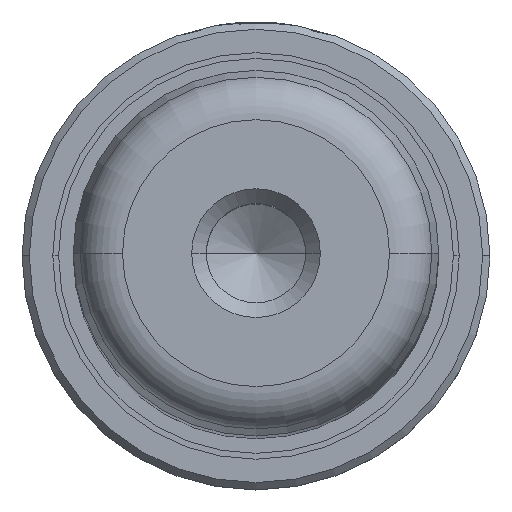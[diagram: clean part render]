
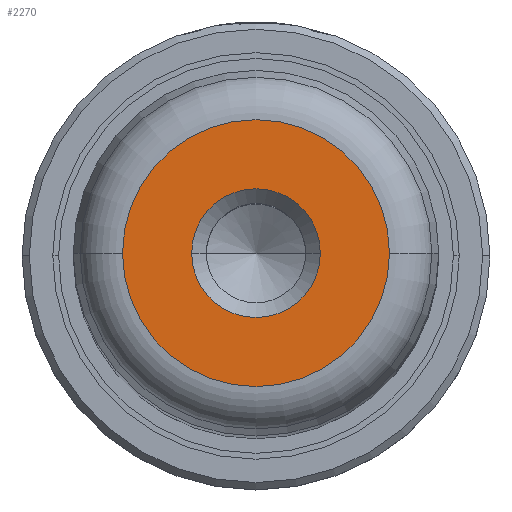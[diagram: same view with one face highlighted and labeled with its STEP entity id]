
A CAD part, top view. The second image highlights one B-rep face of the part: STEP entity #2270.
In plain terms, the highlighted planar face has unit normal (0, 0, 1).
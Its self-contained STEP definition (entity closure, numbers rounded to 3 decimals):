
#13 = EDGE_CURVE ( 'NONE', #429, #1188, #296, .T. ) ;
#51 = AXIS2_PLACEMENT_3D ( 'NONE', #239, #235, #231 ) ;
#231 = DIRECTION ( 'NONE',  ( 1., 0., 0. ) ) ;
#232 = VERTEX_POINT ( 'NONE', #2061 ) ;
#235 = DIRECTION ( 'NONE',  ( 0., 0., 1. ) ) ;
#239 = CARTESIAN_POINT ( 'NONE',  ( 0., 0., 200. ) ) ;
#257 = EDGE_LOOP ( 'NONE', ( #1654, #1663 ) ) ;
#296 = CIRCLE ( 'NONE', #2128, 9.126 ) ;
#429 = VERTEX_POINT ( 'NONE', #1935 ) ;
#447 = FACE_BOUND ( 'NONE', #1051, .T. ) ;
#516 = CARTESIAN_POINT ( 'NONE',  ( 9.126, 0., 200. ) ) ;
#543 = AXIS2_PLACEMENT_3D ( 'NONE', #1678, #1541, #1519 ) ;
#727 = CIRCLE ( 'NONE', #2077, 4.4 ) ;
#922 = CIRCLE ( 'NONE', #1386, 4.4 ) ;
#989 = DIRECTION ( 'NONE',  ( 1., 0., 0. ) ) ;
#1013 = VERTEX_POINT ( 'NONE', #2195 ) ;
#1034 = DIRECTION ( 'NONE',  ( 0., 0., -1. ) ) ;
#1051 = EDGE_LOOP ( 'NONE', ( #2216, #1336 ) ) ;
#1062 = CARTESIAN_POINT ( 'NONE',  ( 0., 0., 200. ) ) ;
#1106 = EDGE_CURVE ( 'NONE', #232, #1013, #922, .T. ) ;
#1188 = VERTEX_POINT ( 'NONE', #516 ) ;
#1336 = ORIENTED_EDGE ( 'NONE', *, *, #1508, .T. ) ;
#1386 = AXIS2_PLACEMENT_3D ( 'NONE', #1062, #1034, #989 ) ;
#1484 = DIRECTION ( 'NONE',  ( 1., 0., 0. ) ) ;
#1487 = DIRECTION ( 'NONE',  ( 0., 0., -1. ) ) ;
#1490 = CARTESIAN_POINT ( 'NONE',  ( 0., 0., 200. ) ) ;
#1508 = EDGE_CURVE ( 'NONE', #1013, #232, #727, .T. ) ;
#1519 = DIRECTION ( 'NONE',  ( 1., 0., 0. ) ) ;
#1541 = DIRECTION ( 'NONE',  ( 0., 0., 1. ) ) ;
#1581 = CIRCLE ( 'NONE', #51, 9.126 ) ;
#1617 = CARTESIAN_POINT ( 'NONE',  ( 0., 0., 200. ) ) ;
#1625 = PLANE ( 'NONE',  #543 ) ;
#1654 = ORIENTED_EDGE ( 'NONE', *, *, #2002, .T. ) ;
#1663 = ORIENTED_EDGE ( 'NONE', *, *, #13, .T. ) ;
#1678 = CARTESIAN_POINT ( 'NONE',  ( 0., 0., 200. ) ) ;
#1746 = DIRECTION ( 'NONE',  ( 0., 0., 1. ) ) ;
#1763 = DIRECTION ( 'NONE',  ( 1., 0., 0. ) ) ;
#1870 = FACE_OUTER_BOUND ( 'NONE', #257, .T. ) ;
#1935 = CARTESIAN_POINT ( 'NONE',  ( -9.126, 0., 200. ) ) ;
#2002 = EDGE_CURVE ( 'NONE', #1188, #429, #1581, .T. ) ;
#2061 = CARTESIAN_POINT ( 'NONE',  ( 4.4, 0., 200. ) ) ;
#2077 = AXIS2_PLACEMENT_3D ( 'NONE', #1490, #1487, #1484 ) ;
#2128 = AXIS2_PLACEMENT_3D ( 'NONE', #1617, #1746, #1763 ) ;
#2195 = CARTESIAN_POINT ( 'NONE',  ( -4.4, 0., 200. ) ) ;
#2216 = ORIENTED_EDGE ( 'NONE', *, *, #1106, .T. ) ;
#2270 = ADVANCED_FACE ( 'NONE', ( #447, #1870 ), #1625, .T. ) ;
